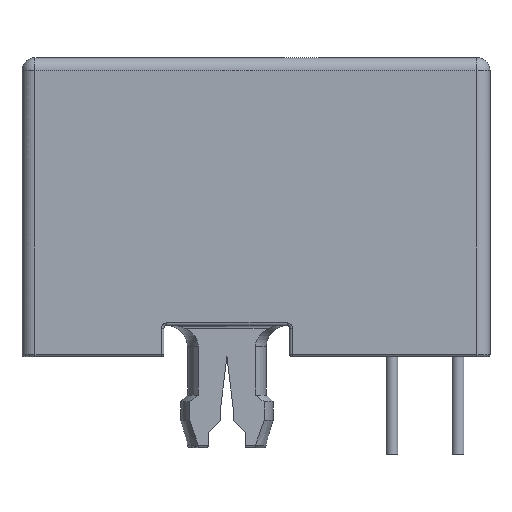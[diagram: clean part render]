
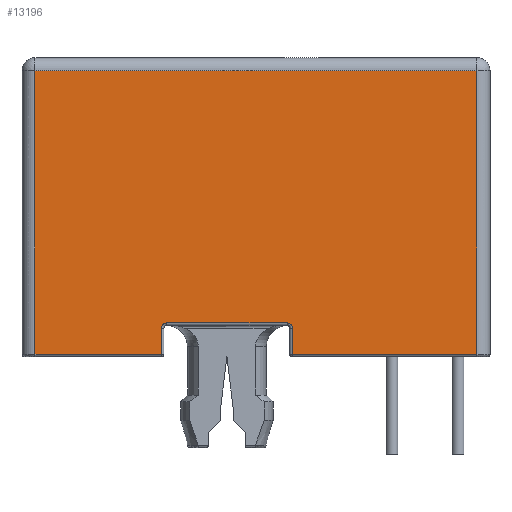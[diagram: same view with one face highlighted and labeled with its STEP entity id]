
A CAD part, left-side view. The second image highlights one B-rep face of the part: STEP entity #13196.
In plain terms, the highlighted planar face has unit normal (-1, 0, 0).
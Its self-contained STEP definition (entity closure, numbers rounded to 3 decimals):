
#69=PLANE('',#14229);
#1160=FACE_OUTER_BOUND('',#1970,.T.);
#1970=EDGE_LOOP('',(#9429,#9430,#9431,#9432,#9433,#9434,#9435,#9436,#9437,
#9438));
#2904=CIRCLE('',#14070,0.2);
#2922=CIRCLE('',#14099,0.2);
#3410=LINE('',#24732,#4370);
#3415=LINE('',#24767,#4375);
#3425=LINE('',#24847,#4385);
#3438=LINE('',#24953,#4398);
#3451=LINE('',#24978,#4411);
#3517=LINE('',#25224,#4477);
#3518=LINE('',#25228,#4478);
#3519=LINE('',#25229,#4479);
#4370=VECTOR('',#15740,10.);
#4375=VECTOR('',#15781,10.);
#4385=VECTOR('',#15849,10.);
#4398=VECTOR('',#15956,10.);
#4411=VECTOR('',#15989,10.);
#4477=VECTOR('',#16189,11.);
#4478=VECTOR('',#16194,11.);
#4479=VECTOR('',#16195,17.);
#5591=VERTEX_POINT('',#24721);
#5594=VERTEX_POINT('',#24728);
#5604=VERTEX_POINT('',#24758);
#5605=VERTEX_POINT('',#24759);
#5625=VERTEX_POINT('',#24838);
#5626=VERTEX_POINT('',#24839);
#5651=VERTEX_POINT('',#24915);
#5664=VERTEX_POINT('',#24951);
#5709=VERTEX_POINT('',#25223);
#5710=VERTEX_POINT('',#25227);
#6899=EDGE_CURVE('',#5591,#5594,#3410,.T.);
#6912=EDGE_CURVE('',#5604,#5605,#2904,.T.);
#6916=EDGE_CURVE('',#5605,#5591,#3415,.T.);
#6942=EDGE_CURVE('',#5625,#5626,#2922,.T.);
#6946=EDGE_CURVE('',#5626,#5604,#3425,.T.);
#6993=EDGE_CURVE('',#5664,#5651,#3438,.T.);
#7009=EDGE_CURVE('',#5651,#5625,#3451,.T.);
#7107=EDGE_CURVE('',#5594,#5709,#3517,.T.);
#7109=EDGE_CURVE('',#5710,#5664,#3518,.T.);
#7110=EDGE_CURVE('',#5709,#5710,#3519,.T.);
#9429=ORIENTED_EDGE('',*,*,#6899,.F.);
#9430=ORIENTED_EDGE('',*,*,#6916,.F.);
#9431=ORIENTED_EDGE('',*,*,#6912,.F.);
#9432=ORIENTED_EDGE('',*,*,#6946,.F.);
#9433=ORIENTED_EDGE('',*,*,#6942,.F.);
#9434=ORIENTED_EDGE('',*,*,#7009,.F.);
#9435=ORIENTED_EDGE('',*,*,#6993,.F.);
#9436=ORIENTED_EDGE('',*,*,#7109,.F.);
#9437=ORIENTED_EDGE('',*,*,#7110,.F.);
#9438=ORIENTED_EDGE('',*,*,#7107,.F.);
#13196=ADVANCED_FACE('',(#1160),#69,.T.);
#14070=AXIS2_PLACEMENT_3D('',#24760,#15771,#15772);
#14099=AXIS2_PLACEMENT_3D('',#24840,#15839,#15840);
#14229=AXIS2_PLACEMENT_3D('',#25226,#16192,#16193);
#15740=DIRECTION('',(0.,1.,0.));
#15771=DIRECTION('center_axis',(-1.,0.,0.));
#15772=DIRECTION('ref_axis',(0.,0.707,0.707));
#15781=DIRECTION('',(0.,0.,-1.));
#15839=DIRECTION('center_axis',(-1.,0.,0.));
#15840=DIRECTION('ref_axis',(0.,-0.707,0.707));
#15849=DIRECTION('',(0.,1.,0.));
#15956=DIRECTION('',(0.,1.,0.));
#15989=DIRECTION('',(0.,0.,1.));
#16189=DIRECTION('',(0.,0.,1.));
#16192=DIRECTION('center_axis',(-1.,0.,0.));
#16193=DIRECTION('ref_axis',(0.,0.,
1.));
#16194=DIRECTION('',(0.,0.,-1.));
#16195=DIRECTION('',(0.,-1.,0.));
#24721=CARTESIAN_POINT('',(-6.6,10.14,0.1));
#24728=CARTESIAN_POINT('',(-6.6,15.,0.1));
#24732=CARTESIAN_POINT('',(-6.6,15.5,0.1));
#24758=CARTESIAN_POINT('',(-6.6,9.94,1.3));
#24759=CARTESIAN_POINT('',(-6.6,10.14,1.1));
#24760=CARTESIAN_POINT('Origin',(-6.6,9.94,1.1));
#24767=CARTESIAN_POINT('',(-6.6,10.14,0.));
#24838=CARTESIAN_POINT('',(-6.6,5.1,1.1));
#24839=CARTESIAN_POINT('',(-6.6,5.3,1.3));
#24840=CARTESIAN_POINT('Origin',(-6.6,5.3,1.1));
#24847=CARTESIAN_POINT('',(-6.6,15.5,1.3));
#24915=CARTESIAN_POINT('',(-6.6,5.1,0.1));
#24951=CARTESIAN_POINT('',(-6.6,-2.,0.1));
#24953=CARTESIAN_POINT('',(-6.6,15.5,0.1));
#24978=CARTESIAN_POINT('',(-6.6,5.1,0.));
#25223=CARTESIAN_POINT('',(-6.6,15.,11.));
#25224=CARTESIAN_POINT('',(-6.6,15.,0.));
#25226=CARTESIAN_POINT('Origin',(-6.6,15.5,0.));
#25227=CARTESIAN_POINT('',(-6.6,-2.,11.));
#25228=CARTESIAN_POINT('',(-6.6,-2.,11.));
#25229=CARTESIAN_POINT('',(-6.6,15.,11.));
